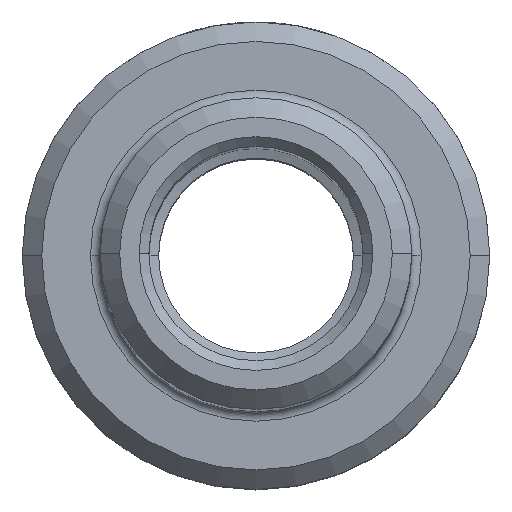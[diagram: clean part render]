
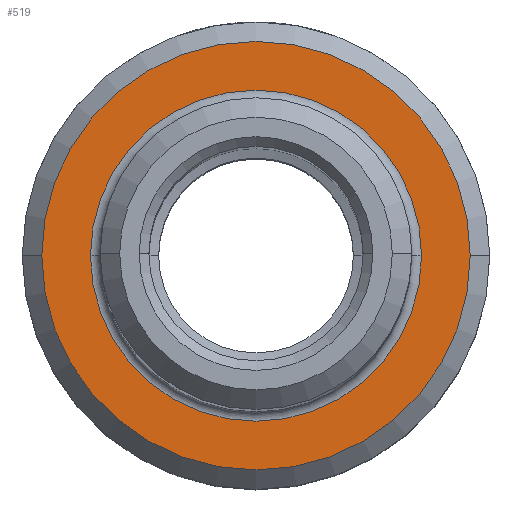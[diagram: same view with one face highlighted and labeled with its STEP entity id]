
A CAD part, top view. The second image highlights one B-rep face of the part: STEP entity #519.
In plain terms, the highlighted planar face has unit normal (0, 0, 1).
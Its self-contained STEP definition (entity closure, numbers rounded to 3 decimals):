
#501=EDGE_CURVE('NONE',#509,#641,#1296,.T.);
#509=VERTEX_POINT('NONE',#1304);
#519=ADVANCED_FACE('NONE',(#1316,#1317),#1318,.F.);
#641=VERTEX_POINT('NONE',#1455);
#709=VERTEX_POINT('NONE',#1530);
#815=EDGE_CURVE('NONE',#641,#509,#1651,.T.);
#901=EDGE_CURVE('NONE',#709,#1065,#1754,.T.);
#1017=EDGE_CURVE('NONE',#1065,#709,#1882,.T.);
#1065=VERTEX_POINT('NONE',#1935);
#1296=CIRCLE('',#2267,8.5);
#1304=CARTESIAN_POINT('',(8.5,0.0,-63.0));
#1316=FACE_OUTER_BOUND('',#2292,.T.);
#1317=FACE_BOUND('',#2293,.T.);
#1318=PLANE('',#2294);
#1455=CARTESIAN_POINT('',(-8.5,0.,-63.0));
#1530=CARTESIAN_POINT('',(-11.0,0.0,-63.0));
#1651=CIRCLE('',#2775,8.5);
#1754=CIRCLE('',#2934,11.0);
#1882=CIRCLE('',#3157,11.0);
#1935=CARTESIAN_POINT('',(11.0,0.,-63.0));
#2267=AXIS2_PLACEMENT_3D('',#3571,#3572,#3573);
#2292=EDGE_LOOP('',(#3598,#3599));
#2293=EDGE_LOOP('',(#3600,#3601));
#2294=AXIS2_PLACEMENT_3D('',#3602,#3603,#3604);
#2775=AXIS2_PLACEMENT_3D('',#3996,#3997,#3998);
#2934=AXIS2_PLACEMENT_3D('',#4159,#4160,#4161);
#3157=AXIS2_PLACEMENT_3D('',#4301,#4302,#4303);
#3571=CARTESIAN_POINT('',(0.0,0.0,-63.0));
#3572=DIRECTION('',(0.0,0.0,1.0));
#3573=DIRECTION('',(1.0,0.0,0.0));
#3598=ORIENTED_EDGE('',*,*,#901,.T.);
#3599=ORIENTED_EDGE('',*,*,#1017,.T.);
#3600=ORIENTED_EDGE('',*,*,#501,.F.);
#3601=ORIENTED_EDGE('',*,*,#815,.F.);
#3602=CARTESIAN_POINT('',(0.0,8.5,-63.0));
#3603=DIRECTION('',(0.0,0.0,-1.0));
#3604=DIRECTION('',(0.0,1.0,0.0));
#3996=CARTESIAN_POINT('',(0.0,0.0,-63.0));
#3997=DIRECTION('',(0.0,0.0,1.0));
#3998=DIRECTION('',(1.0,0.0,0.0));
#4159=CARTESIAN_POINT('',(0.0,0.0,-63.0));
#4160=DIRECTION('',(0.0,0.0,1.0));
#4161=DIRECTION('',(1.0,0.0,0.0));
#4301=CARTESIAN_POINT('',(0.0,0.0,-63.0));
#4302=DIRECTION('',(0.0,0.0,1.0));
#4303=DIRECTION('',(1.0,0.0,0.0));
